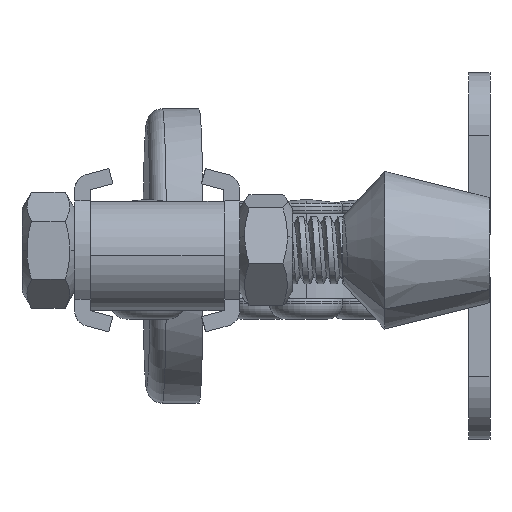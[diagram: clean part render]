
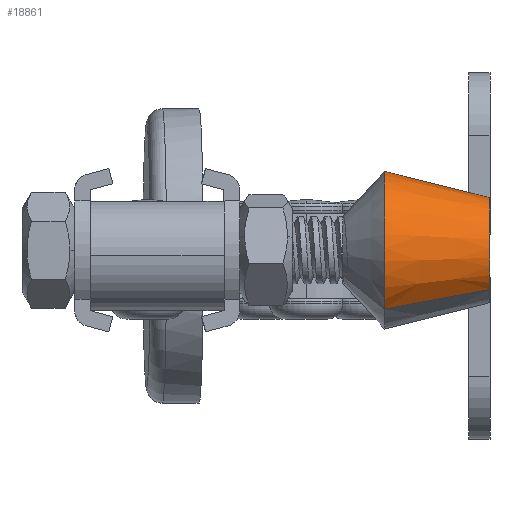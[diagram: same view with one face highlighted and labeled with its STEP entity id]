
A CAD part, left-side view. The second image highlights one B-rep face of the part: STEP entity #18861.
In plain terms, the highlighted conical face has half-angle 14.036 degrees and reference radius 7.5 mm.
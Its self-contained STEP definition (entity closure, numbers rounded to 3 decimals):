
#16645 = DIRECTION ( 'NONE',  ( 0.243, 0., 0.97 ) ) ;
#16646 = VECTOR ( 'NONE', #16645, 1000. ) ;
#16647 = CARTESIAN_POINT ( 'NONE',  ( 7.5, 0., 4.5 ) ) ;
#16648 = LINE ( 'NONE', #16647, #16646 ) ;
#16649 = DIRECTION ( 'NONE',  ( -0.243, 0., 0.97 ) ) ;
#16650 = VECTOR ( 'NONE', #16649, 1000. ) ;
#16651 = CARTESIAN_POINT ( 'NONE',  ( -7.5, 0., 4.5 ) ) ;
#16653 = LINE ( 'NONE', #16651, #16650 ) ;
#16695 = CARTESIAN_POINT ( 'NONE',  ( 7.5, 0., 4.5 ) ) ;
#16701 = CARTESIAN_POINT ( 'NONE',  ( -7.5, 0., 4.5 ) ) ;
#16835 = CARTESIAN_POINT ( 'NONE',  ( 5., 0., -5.5 ) ) ;
#16890 = CARTESIAN_POINT ( 'NONE',  ( -5., 0., -5.5 ) ) ;
#17033 = DIRECTION ( 'NONE',  ( 1., 0., 0. ) ) ;
#17034 = DIRECTION ( 'NONE',  ( 0., 0., 1. ) ) ;
#17035 = CARTESIAN_POINT ( 'NONE',  ( 0., 0., -5.5 ) ) ;
#17036 = AXIS2_PLACEMENT_3D ( 'NONE', #17035, #17034, #17033 ) ;
#17037 = DIRECTION ( 'NONE',  ( 1., 0., 0. ) ) ;
#17038 = DIRECTION ( 'NONE',  ( 0., 0., 1. ) ) ;
#17039 = CARTESIAN_POINT ( 'NONE',  ( 0., 0., 4.5 ) ) ;
#17040 = AXIS2_PLACEMENT_3D ( 'NONE', #17039, #17038, #17037 ) ;
#17041 = CIRCLE ( 'NONE', #17036, 5. ) ;
#17042 = CONICAL_SURFACE ( 'NONE', #17040, 7.5, 0.245 ) ;
#17043 = FACE_OUTER_BOUND ( 'NONE', #18862, .T. ) ;
#17044 = DIRECTION ( 'NONE',  ( 1., 0., 0. ) ) ;
#17045 = DIRECTION ( 'NONE',  ( 0., 0., 1. ) ) ;
#17046 = AXIS2_PLACEMENT_3D ( 'NONE', #17051, #17045, #17044 ) ;
#17047 = CIRCLE ( 'NONE', #17046, 7.5 ) ;
#17051 = CARTESIAN_POINT ( 'NONE',  ( 0., 0., 4.5 ) ) ;
#18716 = EDGE_CURVE ( 'NONE', #18794, #18741, #16653, .T. ) ;
#18721 = EDGE_CURVE ( 'NONE', #18793, #18744, #16648, .T. ) ;
#18741 = VERTEX_POINT ( 'NONE', #16701 ) ;
#18744 = VERTEX_POINT ( 'NONE', #16695 ) ;
#18793 = VERTEX_POINT ( 'NONE', #16835 ) ;
#18794 = VERTEX_POINT ( 'NONE', #16890 ) ;
#18860 = EDGE_CURVE ( 'NONE', #18741, #18744, #17047, .T. ) ;
#18861 = ADVANCED_FACE ( 'NONE', ( #17043 ), #17042, .T. ) ;
#18862 = EDGE_LOOP ( 'NONE', ( #18863, #18864, #18866, #18867 ) ) ;
#18863 = ORIENTED_EDGE ( 'NONE', *, *, #18716, .F. ) ;
#18864 = ORIENTED_EDGE ( 'NONE', *, *, #18865, .T. ) ;
#18865 = EDGE_CURVE ( 'NONE', #18794, #18793, #17041, .T. ) ;
#18866 = ORIENTED_EDGE ( 'NONE', *, *, #18721, .T. ) ;
#18867 = ORIENTED_EDGE ( 'NONE', *, *, #18860, .F. ) ;
